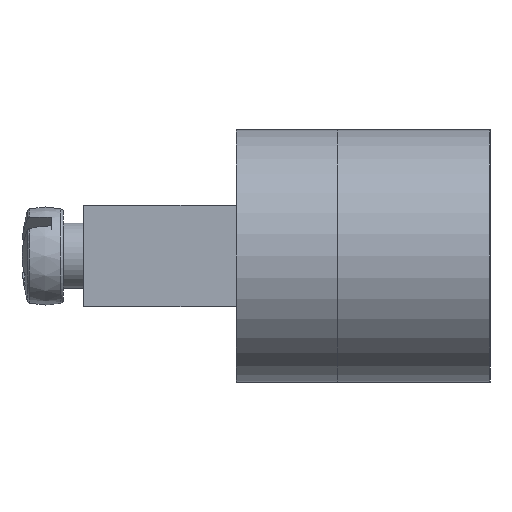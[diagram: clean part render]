
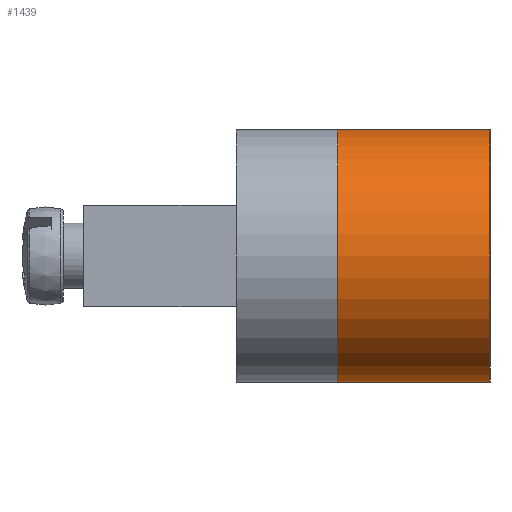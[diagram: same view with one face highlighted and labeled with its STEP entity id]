
A CAD part, left-side view. The second image highlights one B-rep face of the part: STEP entity #1439.
In plain terms, the highlighted cylindrical face has radius 7.5 mm (diameter 15 mm), a partial arc.
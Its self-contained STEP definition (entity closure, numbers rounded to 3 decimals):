
#120=LINE('',#2724,#166);
#125=LINE('',#2736,#171);
#166=VECTOR('',#1985,9.);
#171=VECTOR('',#2000,9.);
#390=CIRCLE('',#1608,7.5);
#391=CIRCLE('',#1610,7.5);
#473=FACE_OUTER_BOUND('',#632,.T.);
#632=EDGE_LOOP('',(#1239,#1240,#1241,#1242));
#784=VERTEX_POINT('',#2722);
#785=VERTEX_POINT('',#2723);
#786=VERTEX_POINT('',#2728);
#787=VERTEX_POINT('',#2732);
#937=EDGE_CURVE('',#784,#785,#120,.T.);
#940=EDGE_CURVE('',#786,#785,#390,.T.);
#943=EDGE_CURVE('',#784,#787,#391,.T.);
#944=EDGE_CURVE('',#787,#786,#125,.T.);
#1239=ORIENTED_EDGE('',*,*,#943,.T.);
#1240=ORIENTED_EDGE('',*,*,#944,.T.);
#1241=ORIENTED_EDGE('',*,*,#940,.T.);
#1242=ORIENTED_EDGE('',*,*,#937,.F.);
#1316=CYLINDRICAL_SURFACE('',#1612,7.5);
#1439=ADVANCED_FACE('',(#473),#1316,.T.);
#1608=AXIS2_PLACEMENT_3D('',#2729,#1990,#1991);
#1610=AXIS2_PLACEMENT_3D('',#2734,#1996,#1997);
#1612=AXIS2_PLACEMENT_3D('',#2737,#2001,#2002);
#1985=DIRECTION('',(0.,1.,0.));
#1990=DIRECTION('center_axis',(0.,-1.,0.));
#1991=DIRECTION('ref_axis',(0.,0.,
1.));
#1996=DIRECTION('center_axis',(0.,1.,0.));
#1997=DIRECTION('ref_axis',(0.,0.,1.));
#2000=DIRECTION('',(0.,1.,0.));
#2001=DIRECTION('center_axis',(0.,1.,0.));
#2002=DIRECTION('ref_axis',(0.,0.,1.));
#2722=CARTESIAN_POINT('',(7.,0.,7.5));
#2723=CARTESIAN_POINT('',(7.,9.,7.5));
#2724=CARTESIAN_POINT('',(7.,-10.607,7.5));
#2728=CARTESIAN_POINT('',(7.,9.,-7.5));
#2729=CARTESIAN_POINT('Origin',(7.,9.,0.));
#2732=CARTESIAN_POINT('',(7.,0.,-7.5));
#2734=CARTESIAN_POINT('Origin',(7.,0.,0.));
#2736=CARTESIAN_POINT('',(7.,-10.607,-7.5));
#2737=CARTESIAN_POINT('Origin',(7.,-10.607,0.));
